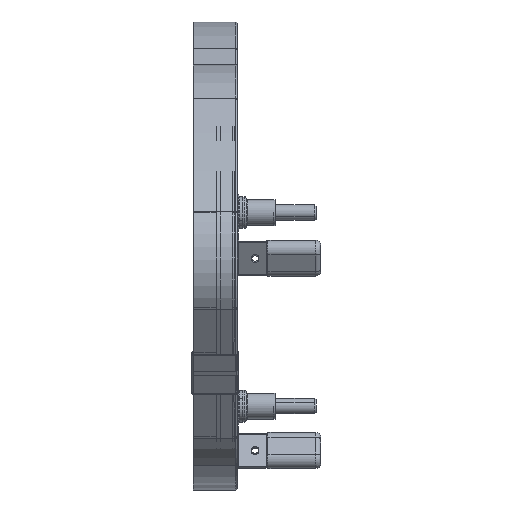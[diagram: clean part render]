
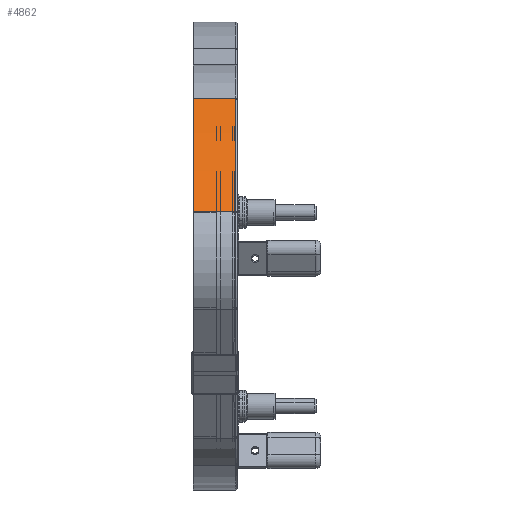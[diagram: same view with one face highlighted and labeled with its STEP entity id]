
A CAD part, left-side view. The second image highlights one B-rep face of the part: STEP entity #4862.
In plain terms, the highlighted cylindrical face has radius 512.95 mm (diameter 1025.9 mm), a partial arc.
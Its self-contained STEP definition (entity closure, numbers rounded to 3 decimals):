
#1827=DIRECTION('',(0.,-1.,0.));
#1828=VECTOR('',#1827,33.);
#1829=CARTESIAN_POINT('',(-322.892,20.8,308.724));
#1830=LINE('',#1829,#1828);
#1831=CARTESIAN_POINT('',(-0.4,20.8,-90.171));
#1832=DIRECTION('',(0.,-1.,0.));
#1833=DIRECTION('',(-0.629,0.,0.778));
#1834=AXIS2_PLACEMENT_3D('',#1831,#1832,#1833);
#1841=CARTESIAN_POINT('',(-0.4,-12.2,-90.171));
#1842=DIRECTION('',(0.,-1.,0.));
#1843=DIRECTION('',(-0.629,0.,0.778));
#1844=AXIS2_PLACEMENT_3D('',#1841,#1842,#1843);
#2397=DIRECTION('',(0.,-1.,0.));
#2398=VECTOR('',#2397,33.);
#2399=CARTESIAN_POINT('',(-408.024,20.8,221.214));
#2400=LINE('',#2399,#2398);
#3115=CARTESIAN_POINT('',(-322.892,20.8,308.724));
#3116=CARTESIAN_POINT('',(-322.892,-12.2,308.724));
#3117=VERTEX_POINT('',#3115);
#3118=VERTEX_POINT('',#3116);
#3133=CARTESIAN_POINT('',(-408.024,20.8,221.214));
#3134=CARTESIAN_POINT('',(-408.024,-12.2,221.214));
#3135=VERTEX_POINT('',#3133);
#3136=VERTEX_POINT('',#3134);
#4848=CARTESIAN_POINT('',(-0.4,-1.,-90.171));
#4849=DIRECTION('',(0.,-1.,0.));
#4850=DIRECTION('',(0.629,0.,-0.778));
#4851=AXIS2_PLACEMENT_3D('',#4848,#4849,#4850);
#4852=CYLINDRICAL_SURFACE('',#4851,512.95);
#4853=ORIENTED_EDGE('',*,*,#4710,.T.);
#4855=ORIENTED_EDGE('',*,*,#4854,.T.);
#4857=ORIENTED_EDGE('',*,*,#4856,.F.);
#4859=ORIENTED_EDGE('',*,*,#4858,.F.);
#4860=EDGE_LOOP('',(#4853,#4855,#4857,#4859));
#4861=FACE_OUTER_BOUND('',#4860,.F.);
#1835=CIRCLE('',#1834,512.95);
#1845=CIRCLE('',#1844,512.95);
#4710=EDGE_CURVE('',#3117,#3118,#1830,.T.);
#4854=EDGE_CURVE('',#3118,#3136,#1845,.T.);
#4856=EDGE_CURVE('',#3135,#3136,#2400,.T.);
#4858=EDGE_CURVE('',#3117,#3135,#1835,.T.);
#4862=ADVANCED_FACE('',(#4861),#4852,.T.);
